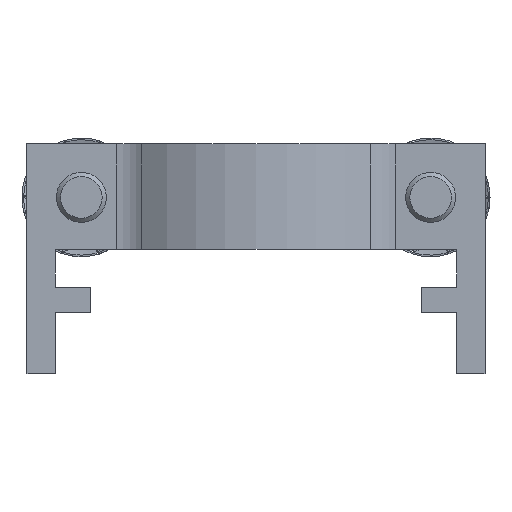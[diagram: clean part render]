
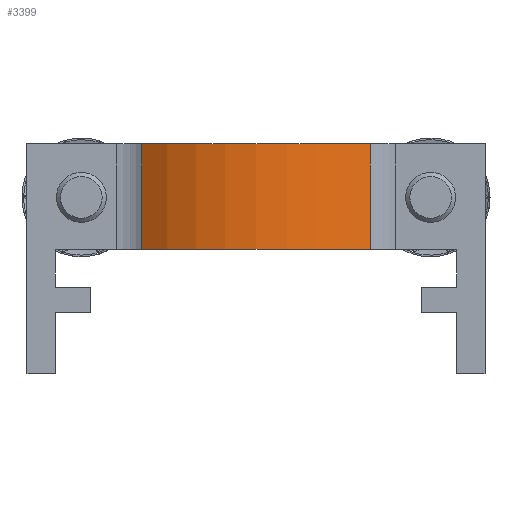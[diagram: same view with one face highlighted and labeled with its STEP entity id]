
A CAD part, front view. The second image highlights one B-rep face of the part: STEP entity #3399.
In plain terms, the highlighted cylindrical face has radius 9.035 mm (diameter 18.069 mm), a partial arc.
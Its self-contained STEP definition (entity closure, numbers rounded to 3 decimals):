
#345=FACE_OUTER_BOUND('',#545,.T.);
#545=EDGE_LOOP('',(#2305,#2306,#2307,#2308));
#764=LINE('',#5131,#1048);
#766=LINE('',#5139,#1050);
#1048=VECTOR('',#4052,10.);
#1050=VECTOR('',#4060,10.);
#1334=CIRCLE('',#3652,9.035);
#1335=CIRCLE('',#3653,9.035);
#1442=VERTEX_POINT('',#5128);
#1443=VERTEX_POINT('',#5130);
#1445=VERTEX_POINT('',#5136);
#1446=VERTEX_POINT('',#5138);
#1781=EDGE_CURVE('',#1442,#1443,#764,.T.);
#1784=EDGE_CURVE('',#1442,#1445,#1334,.T.);
#1785=EDGE_CURVE('',#1446,#1445,#766,.T.);
#1786=EDGE_CURVE('',#1443,#1446,#1335,.T.);
#2305=ORIENTED_EDGE('',*,*,#1781,.F.);
#2306=ORIENTED_EDGE('',*,*,#1784,.T.);
#2307=ORIENTED_EDGE('',*,*,#1785,.F.);
#2308=ORIENTED_EDGE('',*,*,#1786,.F.);
#3344=CYLINDRICAL_SURFACE('',#3651,9.035);
#3399=ADVANCED_FACE('',(#345),#3344,.T.);
#3651=AXIS2_PLACEMENT_3D('',#5135,#4056,#4057);
#3652=AXIS2_PLACEMENT_3D('',#5137,#4058,#4059);
#3653=AXIS2_PLACEMENT_3D('',#5140,#4061,#4062);
#4052=DIRECTION('',(0.,0.,1.));
#4056=DIRECTION('center_axis',(0.,0.,1.));
#4057=DIRECTION('ref_axis',(0.664,0.748,0.));
#4058=DIRECTION('center_axis',(0.,0.,1.));
#4059=DIRECTION('ref_axis',(0.664,0.748,0.));
#4060=DIRECTION('',(0.,0.,-1.));
#4061=DIRECTION('center_axis',(0.,0.,1.));
#4062=DIRECTION('ref_axis',(0.664,0.748,0.));
#5128=CARTESIAN_POINT('',(5.5,3.133,0.));
#5130=CARTESIAN_POINT('',(5.5,3.133,5.07));
#5131=CARTESIAN_POINT('',(5.5,3.133,0.));
#5135=CARTESIAN_POINT('Origin',(0.,-4.035,
0.));
#5136=CARTESIAN_POINT('',(-5.5,3.133,0.));
#5137=CARTESIAN_POINT('Origin',(0.,-4.035,
0.));
#5138=CARTESIAN_POINT('',(-5.5,3.133,5.07));
#5139=CARTESIAN_POINT('',(-5.5,3.133,0.));
#5140=CARTESIAN_POINT('Origin',(0.,-4.035,
5.07));
